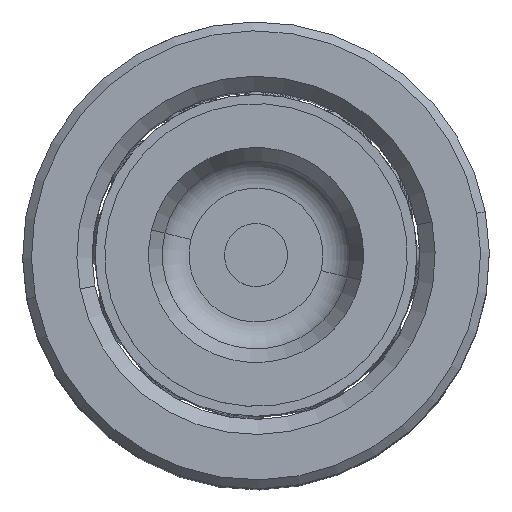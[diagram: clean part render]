
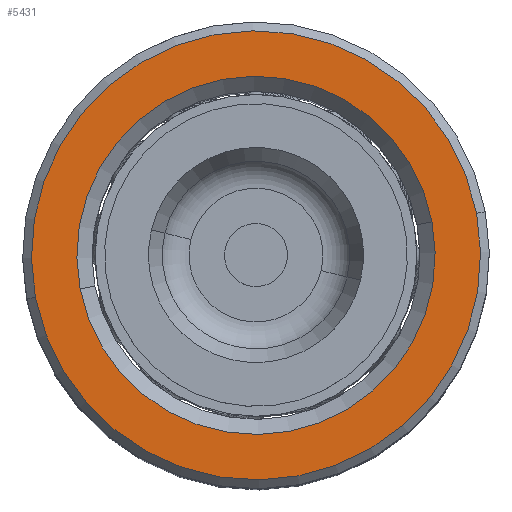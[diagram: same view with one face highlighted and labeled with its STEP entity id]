
A CAD part, top view. The second image highlights one B-rep face of the part: STEP entity #5431.
In plain terms, the highlighted planar face has unit normal (0, 0, 1).
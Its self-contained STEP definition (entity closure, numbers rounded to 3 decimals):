
#10 = VERTEX_POINT ( 'NONE', #1263 ) ;
#336 = EDGE_CURVE ( 'NONE', #19597, #10766, #11235, .T. ) ;
#800 = CARTESIAN_POINT ( 'NONE',  ( -17.8, 0., 60. ) ) ;
#1263 = CARTESIAN_POINT ( 'NONE',  ( 17.8, 0., 60. ) ) ;
#1460 = DIRECTION ( 'NONE',  ( 0., 0., -1. ) ) ;
#1545 = CARTESIAN_POINT ( 'NONE',  ( -14.2, 0., 60. ) ) ;
#1968 = ORIENTED_EDGE ( 'NONE', *, *, #336, .T. ) ;
#2018 = ORIENTED_EDGE ( 'NONE', *, *, #18696, .T. ) ;
#2084 = DIRECTION ( 'NONE',  ( 0., 0., 1. ) ) ;
#4504 = DIRECTION ( 'NONE',  ( 1., 0., 0. ) ) ;
#4620 = CIRCLE ( 'NONE', #21928, 14.2 ) ;
#5431 = ADVANCED_FACE ( 'NONE', ( #7142, #14792 ), #19471, .T. ) ;
#6374 = CARTESIAN_POINT ( 'NONE',  ( 0., 0., 60. ) ) ;
#6716 = DIRECTION ( 'NONE',  ( 0., 0., 1. ) ) ;
#7142 = FACE_OUTER_BOUND ( 'NONE', #17981, .T. ) ;
#8008 = AXIS2_PLACEMENT_3D ( 'NONE', #10251, #24020, #14268 ) ;
#8609 = VERTEX_POINT ( 'NONE', #800 ) ;
#8798 = EDGE_CURVE ( 'NONE', #10766, #19597, #4620, .T. ) ;
#9979 = EDGE_CURVE ( 'NONE', #10, #8609, #17470, .T. ) ;
#10251 = CARTESIAN_POINT ( 'NONE',  ( 0., 0., 60. ) ) ;
#10766 = VERTEX_POINT ( 'NONE', #1545 ) ;
#11235 = CIRCLE ( 'NONE', #18219, 14.2 ) ;
#11389 = AXIS2_PLACEMENT_3D ( 'NONE', #6374, #6716, #12279 ) ;
#12279 = DIRECTION ( 'NONE',  ( 1., 0., 0. ) ) ;
#13153 = CARTESIAN_POINT ( 'NONE',  ( 0., 0., 60. ) ) ;
#13613 = DIRECTION ( 'NONE',  ( 1., 0., 0. ) ) ;
#13782 = CARTESIAN_POINT ( 'NONE',  ( 0., 0., 60. ) ) ;
#14268 = DIRECTION ( 'NONE',  ( 1., 0., 0. ) ) ;
#14792 = FACE_BOUND ( 'NONE', #17365, .T. ) ;
#15780 = ORIENTED_EDGE ( 'NONE', *, *, #8798, .T. ) ;
#17365 = EDGE_LOOP ( 'NONE', ( #1968, #15780 ) ) ;
#17470 = CIRCLE ( 'NONE', #11389, 17.8 ) ;
#17884 = DIRECTION ( 'NONE',  ( 0., 0., -1. ) ) ;
#17981 = EDGE_LOOP ( 'NONE', ( #2018, #21498 ) ) ;
#18219 = AXIS2_PLACEMENT_3D ( 'NONE', #23981, #17884, #4504 ) ;
#18696 = EDGE_CURVE ( 'NONE', #8609, #10, #22218, .T. ) ;
#19471 = PLANE ( 'NONE',  #24186 ) ;
#19597 = VERTEX_POINT ( 'NONE', #23194 ) ;
#21337 = DIRECTION ( 'NONE',  ( 1., 0., 0. ) ) ;
#21498 = ORIENTED_EDGE ( 'NONE', *, *, #9979, .T. ) ;
#21928 = AXIS2_PLACEMENT_3D ( 'NONE', #13153, #1460, #21337 ) ;
#22218 = CIRCLE ( 'NONE', #8008, 17.8 ) ;
#23194 = CARTESIAN_POINT ( 'NONE',  ( 14.2, 0., 60. ) ) ;
#23981 = CARTESIAN_POINT ( 'NONE',  ( 0., 0., 60. ) ) ;
#24020 = DIRECTION ( 'NONE',  ( 0., 0., 1. ) ) ;
#24186 = AXIS2_PLACEMENT_3D ( 'NONE', #13782, #2084, #13613 ) ;
